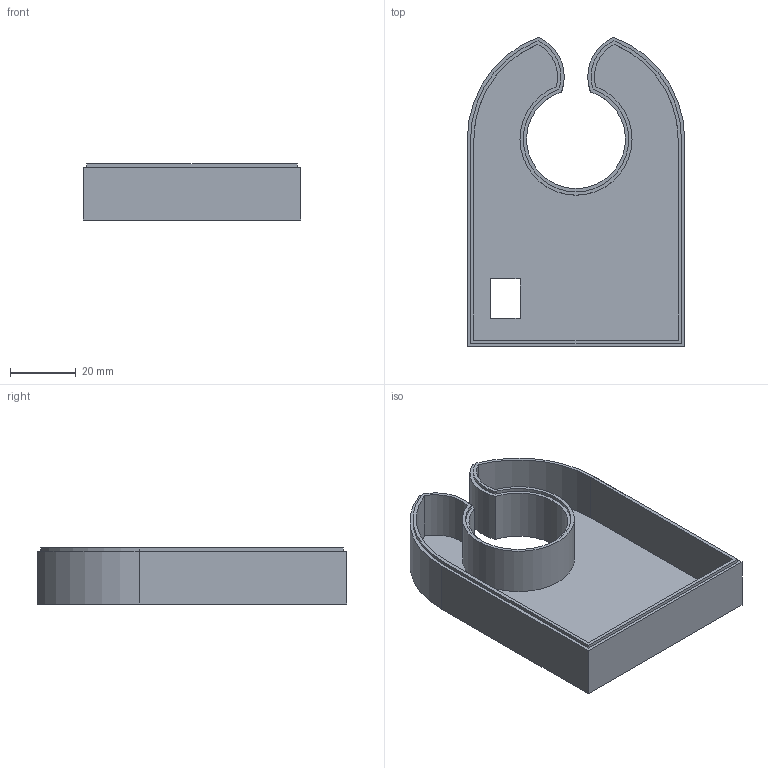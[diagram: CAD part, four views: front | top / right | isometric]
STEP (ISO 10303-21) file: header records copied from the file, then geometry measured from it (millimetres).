
FILE_DESCRIPTION(/* description */ (''),/* implementation_level */ '2;1');
FILE_NAME(/* name */ 'Top_vein.stp',/* time_stamp */ '2014-09-26T10:30:36+05:00',/* author */ (''),/* organization */ (''),/* preprocessor_version */ 'ST-DEVELOPER v16',/* originating_system */ 'Autodesk Translator Framework v4.0.0.2922',/* authorisation */ '');
FILE_SCHEMA (('AUTOMOTIVE_DESIGN { 1 0 10303 214 3 1 1 }'));
Length unit declared in the file: centimetre
Products named in the file (1): top_new_new v1
Bounding box: 66 x 93.95 x 17 mm (x, y, z)
Volume: 21011.5 mm3; surface area: 22276.4 mm2
Topology: 1 solids, 1 shells, 40 faces, 108 edges, 72 vertices
Faces by surface type: plane 25, cylinder 15
Entity records: 1297 total; most frequent: CARTESIAN_POINT 221, DIRECTION 220, ORIENTED_EDGE 216, EDGE_CURVE 108, LINE 78, VECTOR 78, VERTEX_POINT 72, AXIS2_PLACEMENT_3D 71
